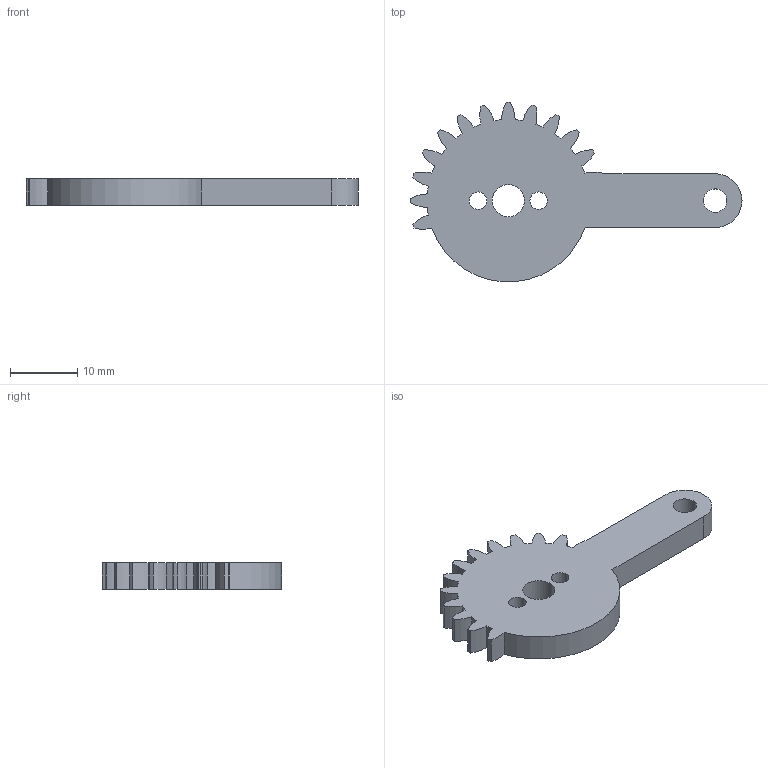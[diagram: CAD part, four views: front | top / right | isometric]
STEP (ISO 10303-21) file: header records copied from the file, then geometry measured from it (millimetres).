
FILE_DESCRIPTION (( 'STEP AP203' ), '1' );
FILE_NAME ('Gear 1_Default_sldprt.STEP', '2024-11-27T15:21:55', ( '' ), ( '' ), 'SwSTEP 2.0', 'SolidWorks 2023', '' );
FILE_SCHEMA (( 'CONFIG_CONTROL_DESIGN' ));
Length unit declared in the file: millimetre
Products named in the file (1): Gear 1_Default_sldprt
Bounding box: 49.38 x 26.68 x 4 mm (x, y, z)
Volume: 2579.5 mm3; surface area: 2127.9 mm2
Topology: 1 solids, 1 shells, 66 faces, 192 edges, 128 vertices
Faces by surface type: cylinder 62, plane 4
Entity records: 2353 total; most frequent: DIRECTION 450, CARTESIAN_POINT 387, ORIENTED_EDGE 384, EDGE_CURVE 192, AXIS2_PLACEMENT_3D 191, VERTEX_POINT 128, CIRCLE 124, EDGE_LOOP 74
